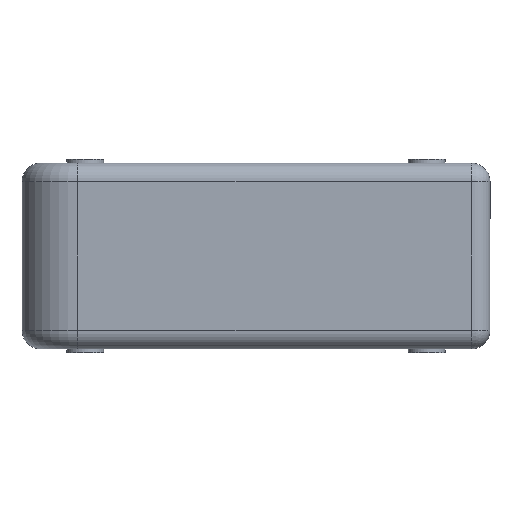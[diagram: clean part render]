
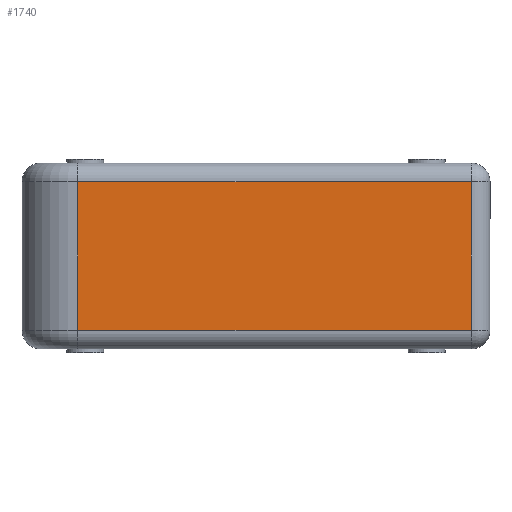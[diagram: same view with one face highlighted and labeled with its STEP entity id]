
A CAD part, front view. The second image highlights one B-rep face of the part: STEP entity #1740.
In plain terms, the highlighted planar face has unit normal (0, -1, 0).
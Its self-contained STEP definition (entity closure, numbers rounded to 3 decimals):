
#180 = VECTOR ( 'NONE', #1167, 1000. ) ;
#271 = DIRECTION ( 'NONE',  ( -1., 0., 0. ) ) ;
#294 = ORIENTED_EDGE ( 'NONE', *, *, #1342, .T. ) ;
#398 = VECTOR ( 'NONE', #1280, 1000. ) ;
#493 = VECTOR ( 'NONE', #271, 1000. ) ;
#519 = CARTESIAN_POINT ( 'NONE',  ( 0., 0., 0. ) ) ;
#542 = EDGE_CURVE ( 'NONE', #832, #1746, #588, .T. ) ;
#551 = CARTESIAN_POINT ( 'NONE',  ( 15., 0., -5. ) ) ;
#554 = ORIENTED_EDGE ( 'NONE', *, *, #1676, .T. ) ;
#588 = LINE ( 'NONE', #858, #1186 ) ;
#598 = VERTEX_POINT ( 'NONE', #1440 ) ;
#752 = CARTESIAN_POINT ( 'NONE',  ( 121., 0., -5. ) ) ;
#832 = VERTEX_POINT ( 'NONE', #551 ) ;
#858 = CARTESIAN_POINT ( 'NONE',  ( 15., 0., -50. ) ) ;
#884 = CARTESIAN_POINT ( 'NONE',  ( 121., 0., -5. ) ) ;
#964 = PLANE ( 'NONE',  #1592 ) ;
#1035 = LINE ( 'NONE', #752, #398 ) ;
#1065 = CARTESIAN_POINT ( 'NONE',  ( 15., 0., -5. ) ) ;
#1128 = EDGE_LOOP ( 'NONE', ( #554, #294, #1636, #1223 ) ) ;
#1167 = DIRECTION ( 'NONE',  ( 1., 0., 0. ) ) ;
#1186 = VECTOR ( 'NONE', #1634, 1000. ) ;
#1192 = LINE ( 'NONE', #1065, #493 ) ;
#1223 = ORIENTED_EDGE ( 'NONE', *, *, #1690, .T. ) ;
#1228 = CARTESIAN_POINT ( 'NONE',  ( 15., 0., -45. ) ) ;
#1280 = DIRECTION ( 'NONE',  ( 0., 0., 1. ) ) ;
#1342 = EDGE_CURVE ( 'NONE', #1630, #832, #1192, .T. ) ;
#1369 = DIRECTION ( 'NONE',  ( 0., 0., -1. ) ) ;
#1378 = FACE_OUTER_BOUND ( 'NONE', #1128, .T. ) ;
#1440 = CARTESIAN_POINT ( 'NONE',  ( 121., 0., -45. ) ) ;
#1513 = DIRECTION ( 'NONE',  ( 0., -1., 0. ) ) ;
#1568 = CARTESIAN_POINT ( 'NONE',  ( 121., 0., -45. ) ) ;
#1592 = AXIS2_PLACEMENT_3D ( 'NONE', #519, #1513, #1369 ) ;
#1630 = VERTEX_POINT ( 'NONE', #884 ) ;
#1634 = DIRECTION ( 'NONE',  ( 0., 0., -1. ) ) ;
#1636 = ORIENTED_EDGE ( 'NONE', *, *, #542, .T. ) ;
#1676 = EDGE_CURVE ( 'NONE', #598, #1630, #1035, .T. ) ;
#1690 = EDGE_CURVE ( 'NONE', #1746, #598, #1708, .T. ) ;
#1708 = LINE ( 'NONE', #1568, #180 ) ;
#1740 = ADVANCED_FACE ( 'NONE', ( #1378 ), #964, .T. ) ;
#1746 = VERTEX_POINT ( 'NONE', #1228 ) ;
